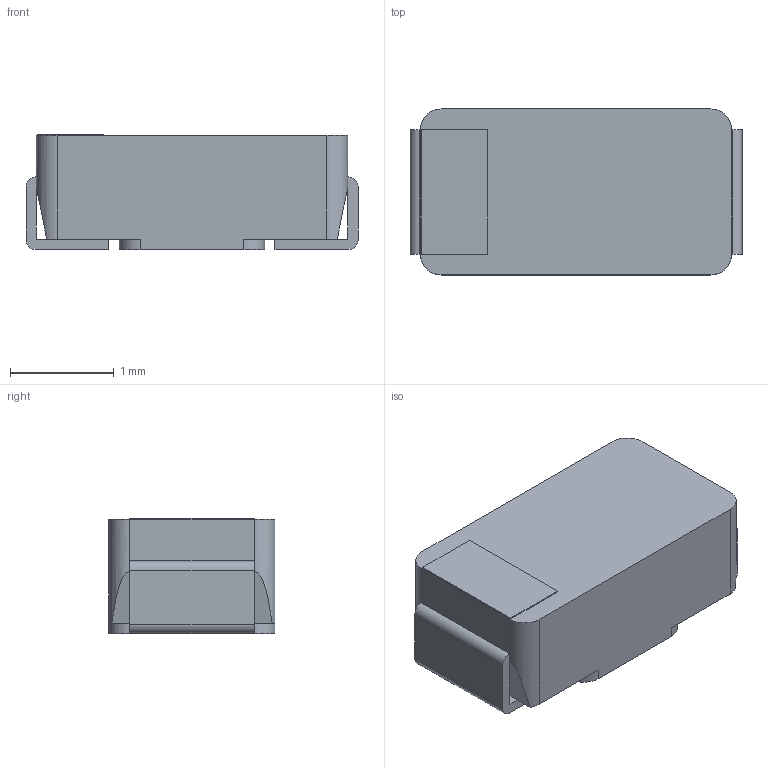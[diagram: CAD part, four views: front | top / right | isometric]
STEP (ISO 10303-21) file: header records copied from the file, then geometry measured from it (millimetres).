
FILE_DESCRIPTION(('Open CASCADE Model'),'2;1');
FILE_NAME('Open CASCADE Shape Model','2025-01-31T13:31:10',('Author'),('Open CASCADE'),'Open CASCADE STEP processor 7.7','Open CASCADE 7.7','Unknown');
FILE_SCHEMA(('AUTOMOTIVE_DESIGN { 1 0 10303 214 1 1 1 1 }'));
Length unit declared in the file: millimetre
Products named in the file (1): CAPPM320X160X100L80X120
Bounding box: 3.2 x 1.6 x 1.11 mm (x, y, z)
Volume: 5.3 mm3; surface area: 22.9 mm2
Topology: 1 solids, 1 shells, 45 faces, 126 edges, 80 vertices
Faces by surface type: plane 33, cylinder 12
Entity records: 1065 total; most frequent: ORIENTED_EDGE 202, CARTESIAN_POINT 173, EDGE_CURVE 126, LINE 86, VERTEX_POINT 80, AXIS2_PLACEMENT_3D 73, FACE_BOUND 46, EDGE_LOOP 46
